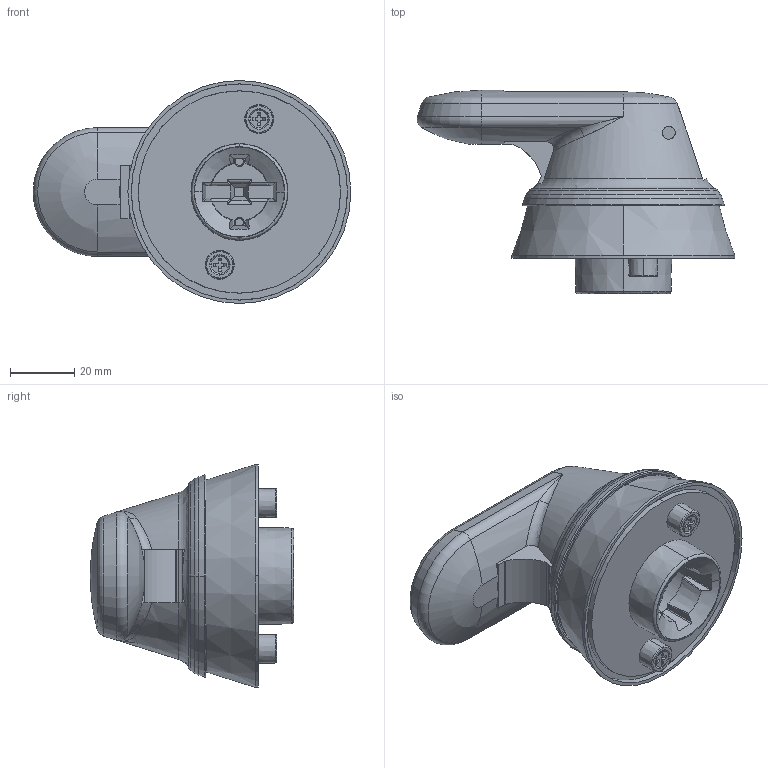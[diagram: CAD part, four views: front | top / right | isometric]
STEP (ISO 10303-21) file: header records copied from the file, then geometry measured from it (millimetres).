
FILE_DESCRIPTION((''),'2;1');
FILE_NAME('STP_OHM65L6_ASM_SW0001','2024-12-04T08:22:06',('FIRARAN'),(''),'CREO PARAMETRIC BY PTC INC, 2022364','CREO PARAMETRIC BY PTC INC, 2022364','');
FILE_SCHEMA(('AUTOMOTIVE_DESIGN { 1 0 10303 214 1 1 1 1 }'));
Length unit declared in the file: millimetre
Products named in the file (1): STP_OHM65L6_ASM_SW0001
Bounding box: 98.9 x 63.31 x 69.4 mm (x, y, z)
Volume: 131258.4 mm3; surface area: 28726.7 mm2
Topology: 1 solids, 2 shells, 405 faces, 1002 edges, 630 vertices
Faces by surface type: plane 141, cylinder 90, cone 84, bspline 45, torus 33, extrusion 8, sphere 4
Entity records: 22062 total; most frequent: CARTESIAN_POINT 9293, ORIENTED_EDGE 1998, DIRECTION 1870, EDGE_CURVE 999, AXIS2_PLACEMENT_3D 713, VERTEX_POINT 630, VECTOR 441, EDGE_LOOP 441
